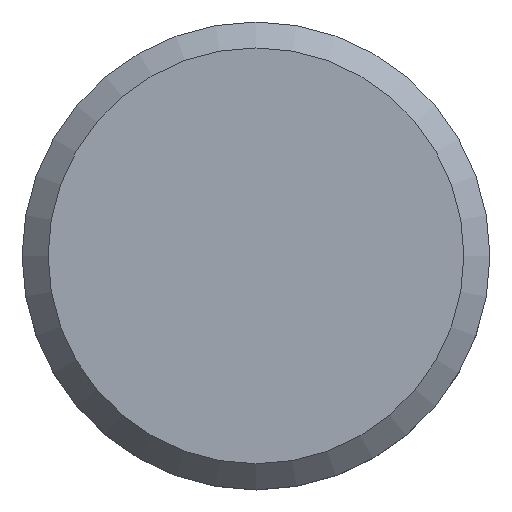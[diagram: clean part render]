
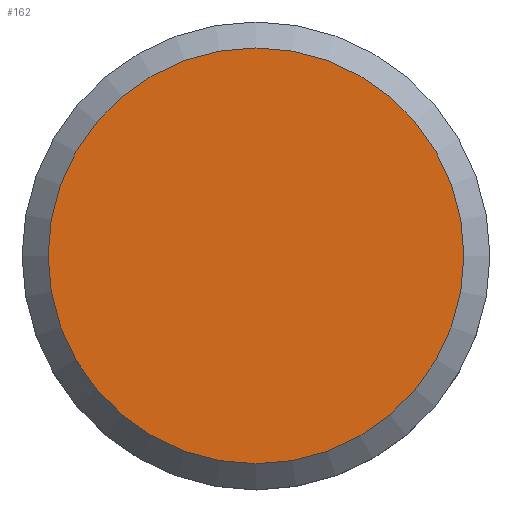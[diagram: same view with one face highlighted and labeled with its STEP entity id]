
A CAD part, top view. The second image highlights one B-rep face of the part: STEP entity #162.
In plain terms, the highlighted planar face has unit normal (0, 0, 1).
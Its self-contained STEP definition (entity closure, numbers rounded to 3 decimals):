
#17=PLANE('',#190);
#29=FACE_OUTER_BOUND('',#40,.T.);
#40=EDGE_LOOP('',(#127));
#81=CIRCLE('',#186,8.);
#86=VERTEX_POINT('',#252);
#99=EDGE_CURVE('',#86,#86,#81,.T.);
#127=ORIENTED_EDGE('',*,*,#99,.F.);
#162=ADVANCED_FACE('',(#29),#17,.T.);
#186=AXIS2_PLACEMENT_3D('',#253,#205,#206);
#190=AXIS2_PLACEMENT_3D('',#261,#215,#216);
#205=DIRECTION('center_axis',(0.,0.,-1.));
#206=DIRECTION('ref_axis',(1.,0.,0.));
#215=DIRECTION('center_axis',(0.,0.,1.));
#216=DIRECTION('ref_axis',(1.,0.,0.));
#252=CARTESIAN_POINT('',(67.,-25.,13.5));
#253=CARTESIAN_POINT('Origin',(75.,-25.,13.5));
#261=CARTESIAN_POINT('Origin',(37.5,-12.5,13.5));
